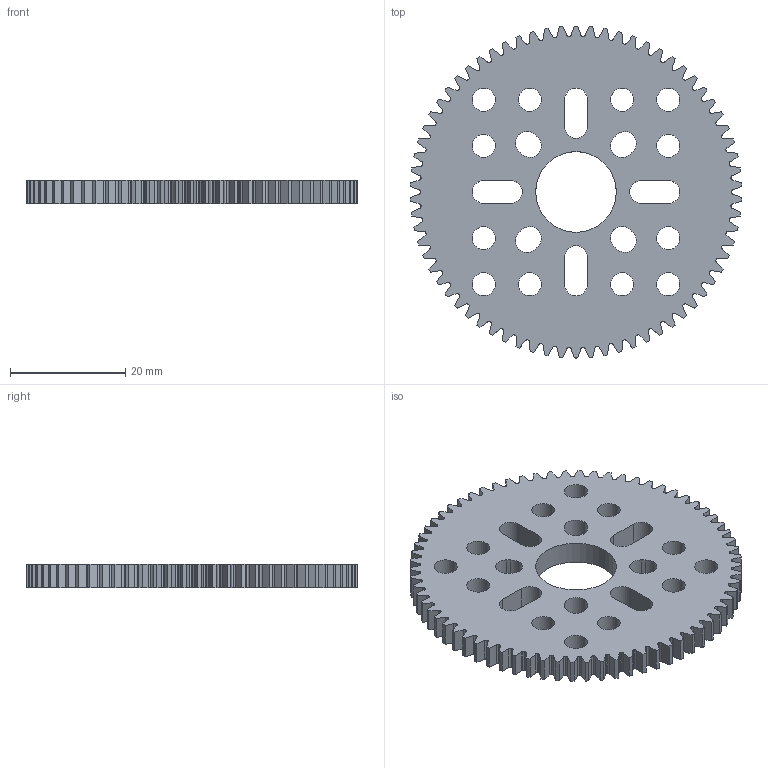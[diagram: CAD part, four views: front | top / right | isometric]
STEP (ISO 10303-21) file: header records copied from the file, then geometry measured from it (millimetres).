
FILE_DESCRIPTION (( 'STEP AP203' ), '1' );
FILE_NAME ('2312-0014-0070.STEP', '2019-08-22T15:51:03', ( '' ), ( '' ), 'SwSTEP 2.0', 'SolidWorks 2016', '' );
FILE_SCHEMA (( 'CONFIG_CONTROL_DESIGN' ));
Length unit declared in the file: millimetre
Products named in the file (1): 2312-0014-0070
Bounding box: 57.57 x 57.6 x 4 mm (x, y, z)
Volume: 7853.4 mm3; surface area: 6654.4 mm2
Topology: 1 solids, 1 shells, 627 faces, 1875 edges, 1250 vertices
Faces by surface type: bspline 280, cylinder 189, plane 158
Entity records: 30148 total; most frequent: CARTESIAN_POINT 14673, ORIENTED_EDGE 3750, DIRECTION 2389, EDGE_CURVE 1875, VERTEX_POINT 1250, LINE 937, VECTOR 937, AXIS2_PLACEMENT_3D 726
